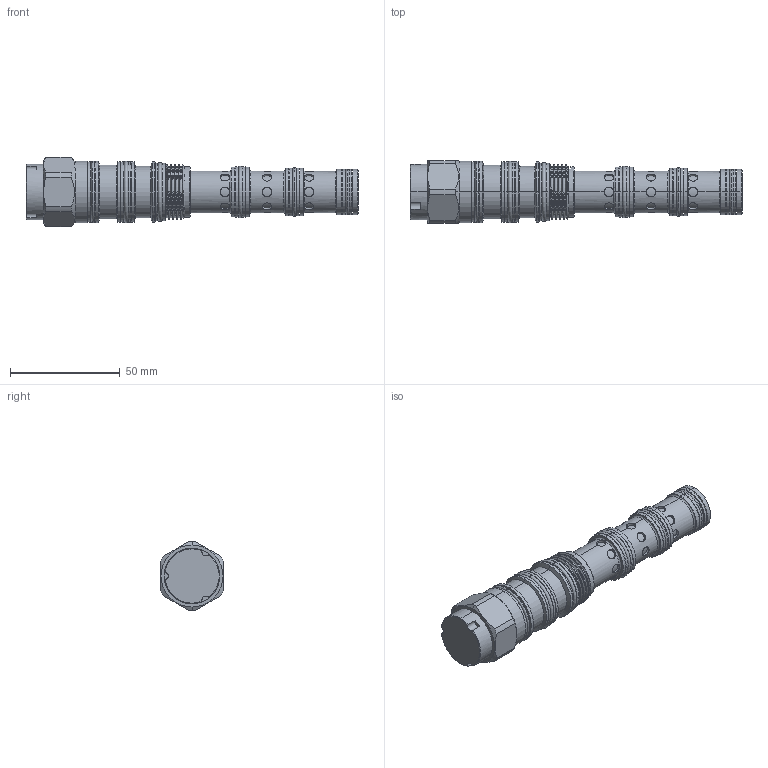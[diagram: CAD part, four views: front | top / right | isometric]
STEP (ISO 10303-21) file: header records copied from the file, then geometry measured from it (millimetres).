
FILE_DESCRIPTION (( 'STEP AP203' ), '1' );
FILE_NAME ('DC62A6D10A-N.STEP', '2023-05-29T08:47:20', ( '' ), ( '' ), 'SwSTEP 2.0', 'SolidWorks 2018', '' );
FILE_SCHEMA (( 'CONFIG_CONTROL_DESIGN' ));
Length unit declared in the file: millimetre
Products named in the file (1): DC62A6D10A-N
Bounding box: 150.95 x 28.57 x 31.6 mm (x, y, z)
Volume: 63765.5 mm3; surface area: 18329.6 mm2
Topology: 4 solids, 4 shells, 387 faces, 884 edges, 545 vertices
Faces by surface type: cylinder 221, torus 55, plane 55, cone 46, bspline 10
Entity records: 14786 total; most frequent: CARTESIAN_POINT 6191, DIRECTION 1807, ORIENTED_EDGE 1768, EDGE_CURVE 884, AXIS2_PLACEMENT_3D 783, VERTEX_POINT 545, EDGE_LOOP 435, CIRCLE 405
